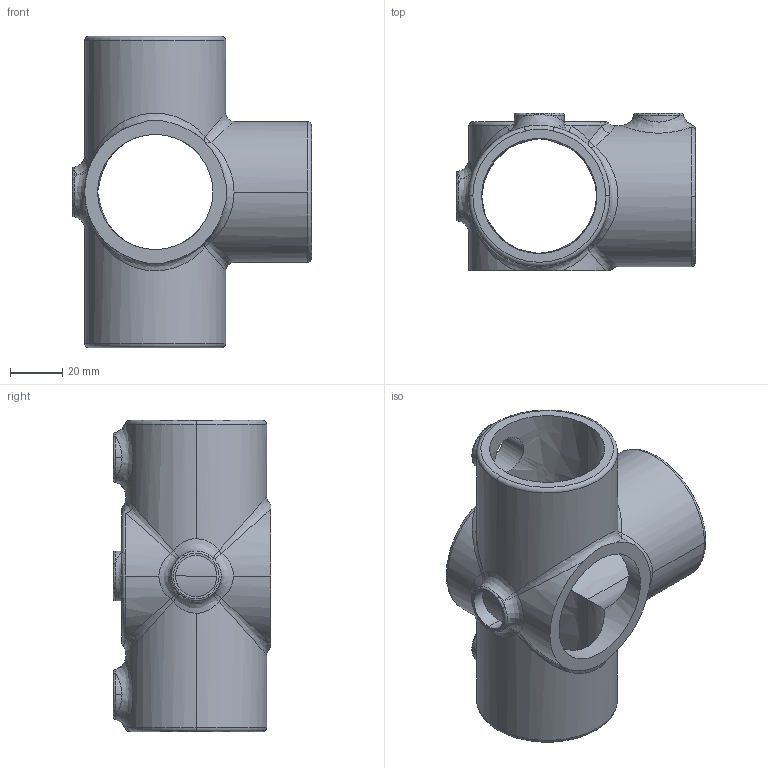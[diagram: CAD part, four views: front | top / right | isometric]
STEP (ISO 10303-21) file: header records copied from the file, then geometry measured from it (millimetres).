
FILE_DESCRIPTION((''),'2;1');
FILE_NAME('kk35-7.stp','2002-01-01T14:25:47',('Administrator'),(''),'Autodesk Inventor (tm) 3.0','Autodesk Inventor (tm) 3.0','');
FILE_SCHEMA(('CONFIG_CONTROL_DESIGN'));
Length unit declared in the file: inch
Products named in the file (1): kk35-7
Bounding box: 91.69 x 60.33 x 119.38 mm (x, y, z)
Volume: 105688.9 mm3; surface area: 47170.8 mm2
Topology: 1 solids, 1 shells, 122 faces, 303 edges, 177 vertices
Faces by surface type: bspline 60, cylinder 30, torus 23, plane 9
Entity records: 7482 total; most frequent: CARTESIAN_POINT 4736, ORIENTED_EDGE 598, DIRECTION 511, EDGE_CURVE 299, AXIS2_PLACEMENT_3D 240, VERTEX_POINT 177, CIRCLE 137, EDGE_LOOP 134
